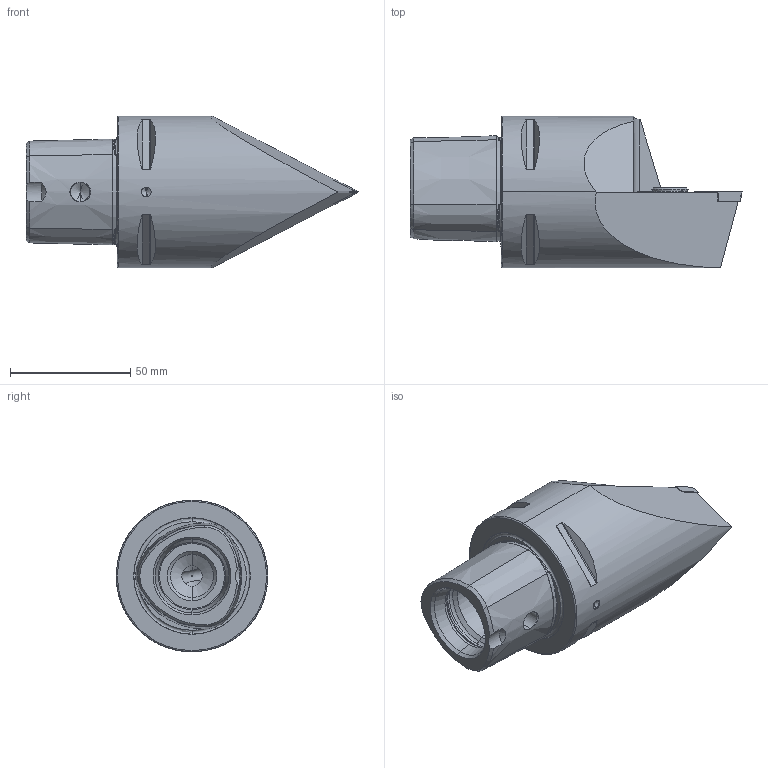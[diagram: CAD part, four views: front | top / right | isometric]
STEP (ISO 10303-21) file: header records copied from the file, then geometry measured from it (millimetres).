
FILE_DESCRIPTION (( 'STEP AP214' ), '1' );
FILE_NAME ('PS6.KDB.NNA.100-HP.STEP', '2020-09-16T07:11:35', ( '' ), ( '' ), 'SwSTEP 2.0', 'SolidWorks 2017', '' );
FILE_SCHEMA (( 'AUTOMOTIVE_DESIGN' ));
Length unit declared in the file: millimetre
Products named in the file (10): DIN 3771 - 13x1; PS6.KDB.NNA.100-HP; DCMT11T304; DIN 7991 - M5x15; ISO 8752 2x8; CHP-ER1.008.014_A; WCB-ER2.001.009_A; PS6-KDB.NNA.100-HP_C; CHP-ER1.015.006_A; CHP-ER1.015.006
Assembly tree (9 placements, depth 3):
  PS6.KDB.NNA.100-HP
    PS6-KDB.NNA.100-HP_C
    DCMT11T304
    WCB-ER2.001.009_A
    CHP-ER1.015.006
      CHP-ER1.015.006_A
      DIN 3771 - 13x1
      DIN 7991 - M5x15
    CHP-ER1.008.014_A
    ISO 8752 2x8
Bounding box: 138.01 x 63 x 63 mm (x, y, z)
Volume: 214602.6 mm3; surface area: 34307.8 mm2
Topology: 8 solids, 8 shells, 375 faces, 889 edges, 520 vertices
Faces by surface type: cone 121, cylinder 98, plane 89, torus 49, bspline 16, sphere 2
Entity records: 12419 total; most frequent: CARTESIAN_POINT 3597, DIRECTION 1768, ORIENTED_EDGE 1730, EDGE_CURVE 865, AXIS2_PLACEMENT_3D 722, VERTEX_POINT 520, EDGE_LOOP 403, ADVANCED_FACE 375
